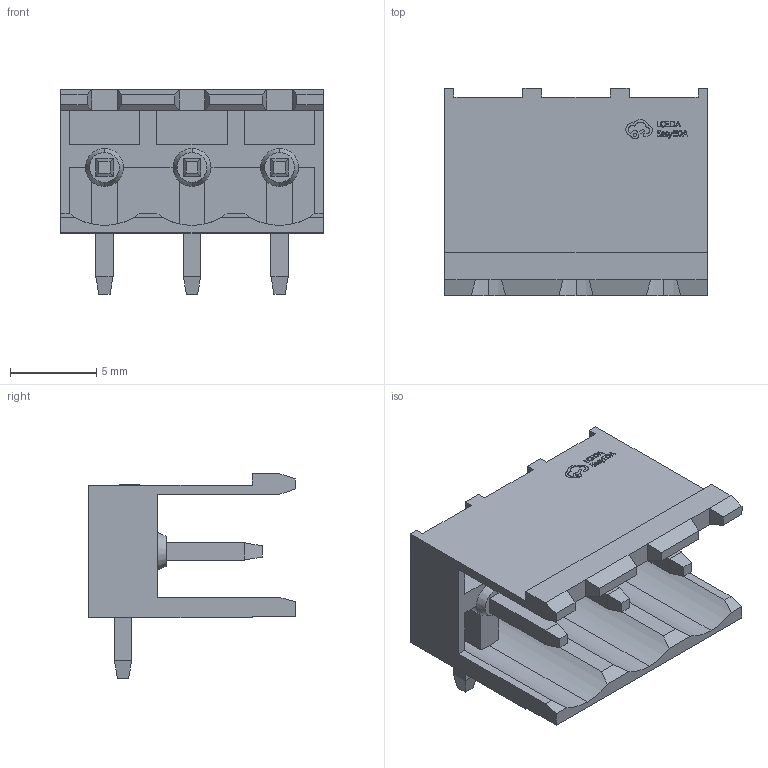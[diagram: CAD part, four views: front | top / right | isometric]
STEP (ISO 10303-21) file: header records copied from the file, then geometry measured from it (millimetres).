
FILE_DESCRIPTION (( 'STEP AP214' ), '1' );
FILE_NAME ('CONN-TH_3P-P5.08_TE_282815-3.STEP', '2023-04-03T04:41:34', ( '' ), ( '' ), 'SwSTEP 2.0', 'SolidWorks 2020', '' );
FILE_SCHEMA (( 'AUTOMOTIVE_DESIGN' ));
Length unit declared in the file: millimetre
Products named in the file (1): CONN-TH_3P-P5.08_TE_282815-3
Bounding box: 15.24 x 12 x 11.85 mm (x, y, z)
Volume: 458.6 mm3; surface area: 1388 mm2
Topology: 1 solids, 1 shells, 416 faces, 1108 edges, 722 vertices
Faces by surface type: plane 288, bspline 98, cylinder 24, cone 6
Entity records: 15488 total; most frequent: CARTESIAN_POINT 3571, ORIENTED_EDGE 2216, DIRECTION 1612, EDGE_CURVE 1108, VECTOR 830, LINE 830, VERTEX_POINT 722, EDGE_LOOP 444
